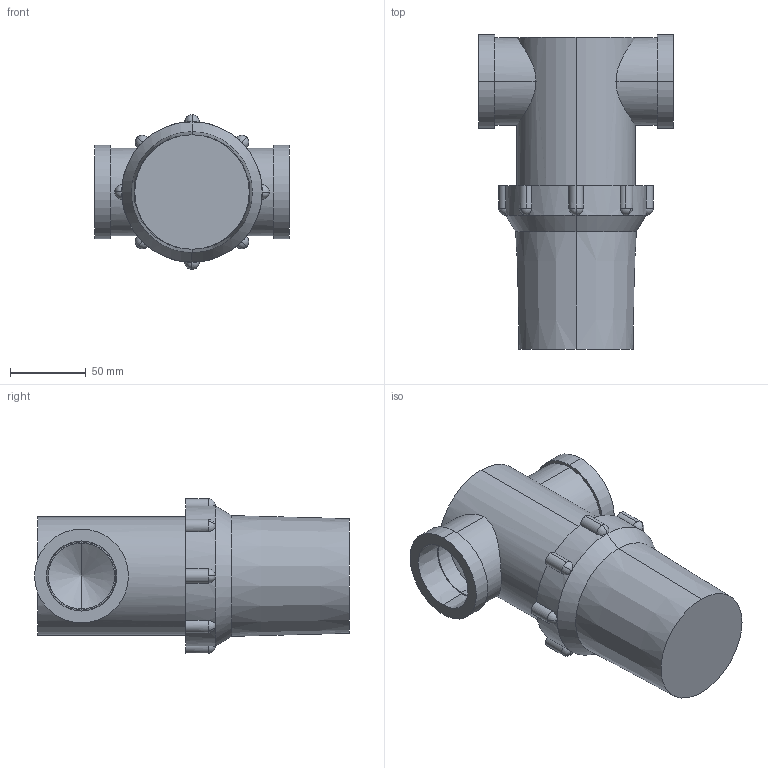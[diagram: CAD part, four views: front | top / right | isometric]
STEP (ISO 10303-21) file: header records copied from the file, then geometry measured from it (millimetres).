
FILE_DESCRIPTION (( 'STEP AP214' ), '1' );
FILE_NAME ('7108.STEP', '2008-04-29T16:37:55', ( ' ' ), ( ' ' ), 'SwSTEP 2.0', 'SolidWorks 2008', '' );
FILE_SCHEMA (( 'AUTOMOTIVE_DESIGN' ));
Length unit declared in the file: inch
Products named in the file (3): 7108BODY; 33080; 7108
Assembly tree (2 placements, depth 2):
  7108
    33080
    7108BODY
Bounding box: 128.78 x 207.96 x 102.11 mm (x, y, z)
Volume: 1243379.6 mm3; surface area: 109172.7 mm2
Topology: 2 solids, 2 shells, 78 faces, 208 edges, 121 vertices
Faces by surface type: cylinder 39, sphere 16, cone 12, plane 11
Entity records: 2869 total; most frequent: CARTESIAN_POINT 902, DIRECTION 423, ORIENTED_EDGE 352, AXIS2_PLACEMENT_3D 186, EDGE_CURVE 176, VERTEX_POINT 109, CIRCLE 103, EDGE_LOOP 85
